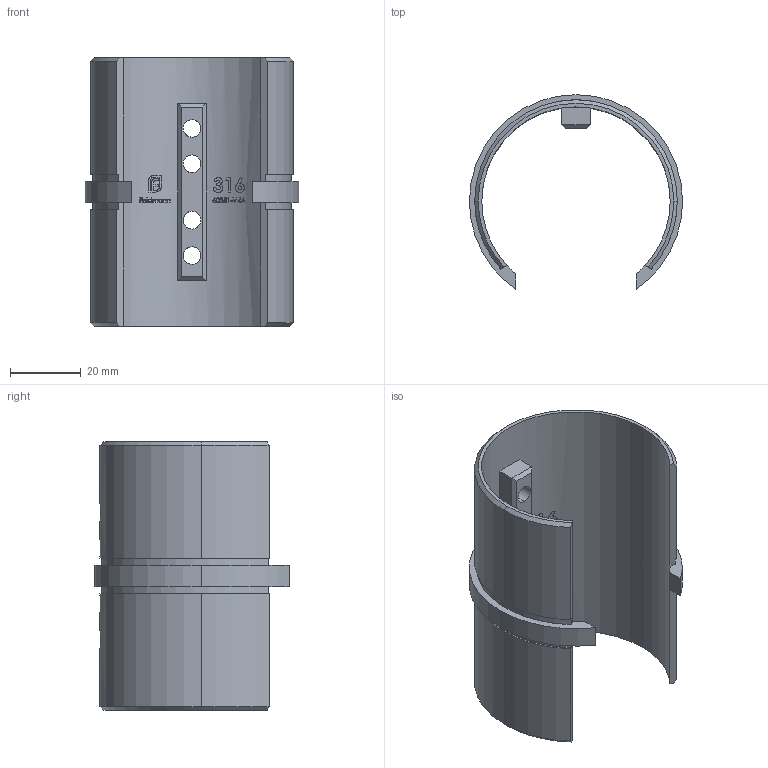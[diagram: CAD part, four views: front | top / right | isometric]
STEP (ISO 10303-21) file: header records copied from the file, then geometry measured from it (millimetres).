
FILE_DESCRIPTION (( 'STEP AP203' ), '1' );
FILE_NAME ('60351-V4A.STEP', '2020-12-04T10:48:08', ( '' ), ( '' ), 'SwSTEP 2.0', 'SolidWorks 2018', '' );
FILE_SCHEMA (( 'CONFIG_CONTROL_DESIGN' ));
Length unit declared in the file: millimetre
Products named in the file (2): 60351-V4A
Bounding box: 60.3 x 55.05 x 76 mm (x, y, z)
Volume: 22165.3 mm3; surface area: 21985 mm2
Topology: 1 solids, 1 shells, 352 faces, 950 edges, 630 vertices
Faces by surface type: plane 162, bspline 129, cylinder 55, cone 6
Entity records: 16401 total; most frequent: CARTESIAN_POINT 8253, ORIENTED_EDGE 1900, DIRECTION 1266, EDGE_CURVE 950, VERTEX_POINT 630, VECTOR 452, LINE 452, AXIS2_PLACEMENT_3D 407
